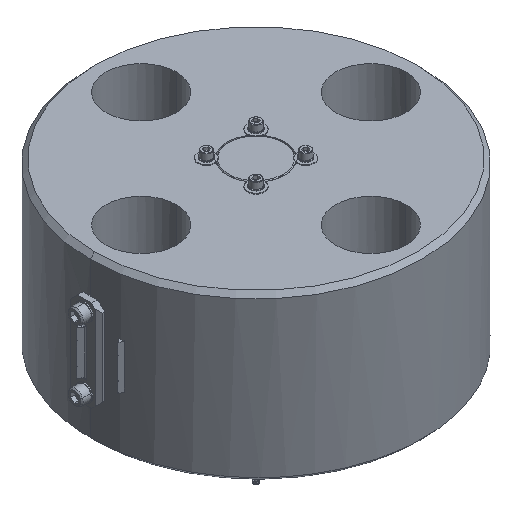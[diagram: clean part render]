
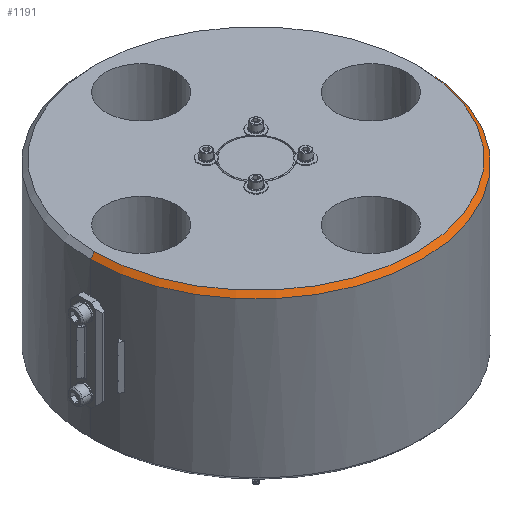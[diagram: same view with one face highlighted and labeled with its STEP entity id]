
A CAD part, isometric view. The second image highlights one B-rep face of the part: STEP entity #1191.
In plain terms, the highlighted conical face has half-angle 45 degrees and reference radius 73 mm.
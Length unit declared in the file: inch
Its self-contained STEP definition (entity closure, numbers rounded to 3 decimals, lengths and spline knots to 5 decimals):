
#341 = EDGE_CURVE ( 'NONE', #420, #342, #2692, .T. ) ;
#342 = VERTEX_POINT ( 'NONE', #2688 ) ;
#345 = VERTEX_POINT ( 'NONE', #2687 ) ;
#347 = EDGE_CURVE ( 'NONE', #421, #345, #2742, .T. ) ;
#420 = VERTEX_POINT ( 'NONE', #2969 ) ;
#421 = VERTEX_POINT ( 'NONE', #2968 ) ;
#804 = EDGE_CURVE ( 'NONE', #421, #420, #3831, .T. ) ;
#813 = EDGE_CURVE ( 'NONE', #342, #345, #3819, .T. ) ;
#1191 = ADVANCED_FACE ( 'NONE', ( #4551 ), #4547, .T. ) ;
#1192 = EDGE_LOOP ( 'NONE', ( #1193, #1194, #1195, #1196 ) ) ;
#1193 = ORIENTED_EDGE ( 'NONE', *, *, #341, .F. ) ;
#1194 = ORIENTED_EDGE ( 'NONE', *, *, #804, .F. ) ;
#1195 = ORIENTED_EDGE ( 'NONE', *, *, #347, .T. ) ;
#1196 = ORIENTED_EDGE ( 'NONE', *, *, #813, .F. ) ;
#2687 = CARTESIAN_POINT ( 'NONE',  ( -2.95276, 0., 1.39764 ) ) ;
#2688 = CARTESIAN_POINT ( 'NONE',  ( 2.95276, 0., 1.39764 ) ) ;
#2689 = DIRECTION ( 'NONE',  ( 0.707, 0., -0.707 ) ) ;
#2690 = VECTOR ( 'NONE', #2689, 39.37008 ) ;
#2691 = CARTESIAN_POINT ( 'NONE',  ( 2.87402, 0., 1.47638 ) ) ;
#2692 = LINE ( 'NONE', #2691, #2690 ) ;
#2739 = DIRECTION ( 'NONE',  ( -0.707, 0., -0.707 ) ) ;
#2740 = VECTOR ( 'NONE', #2739, 39.37008 ) ;
#2741 = CARTESIAN_POINT ( 'NONE',  ( -2.87402, 0., 1.47638 ) ) ;
#2742 = LINE ( 'NONE', #2741, #2740 ) ;
#2968 = CARTESIAN_POINT ( 'NONE',  ( -2.87402, 0., 1.47638 ) ) ;
#2969 = CARTESIAN_POINT ( 'NONE',  ( 2.87402, 0., 1.47638 ) ) ;
#3812 = DIRECTION ( 'NONE',  ( 1., 0., 0. ) ) ;
#3813 = DIRECTION ( 'NONE',  ( 0., 0., -1. ) ) ;
#3814 = CARTESIAN_POINT ( 'NONE',  ( 0., 0., 1.39764 ) ) ;
#3815 = AXIS2_PLACEMENT_3D ( 'NONE', #3814, #3813, #3812 ) ;
#3819 = CIRCLE ( 'NONE', #3815, 2.95276 ) ;
#3828 = DIRECTION ( 'NONE',  ( 1., 0., 0. ) ) ;
#3829 = DIRECTION ( 'NONE',  ( 0., 0., 1. ) ) ;
#3830 = AXIS2_PLACEMENT_3D ( 'NONE', #3834, #3829, #3828 ) ;
#3831 = CIRCLE ( 'NONE', #3830, 2.87402 ) ;
#3834 = CARTESIAN_POINT ( 'NONE',  ( 0., 0., 1.47638 ) ) ;
#4543 = DIRECTION ( 'NONE',  ( -1., 0., 0. ) ) ;
#4544 = DIRECTION ( 'NONE',  ( 0., 0., -1. ) ) ;
#4545 = AXIS2_PLACEMENT_3D ( 'NONE', #4546, #4544, #4543 ) ;
#4546 = CARTESIAN_POINT ( 'NONE',  ( 0., 0., 1.47638 ) ) ;
#4547 = CONICAL_SURFACE ( 'NONE', #4545, 2.87402, 0.785 ) ;
#4551 = FACE_OUTER_BOUND ( 'NONE', #1192, .T. ) ;
